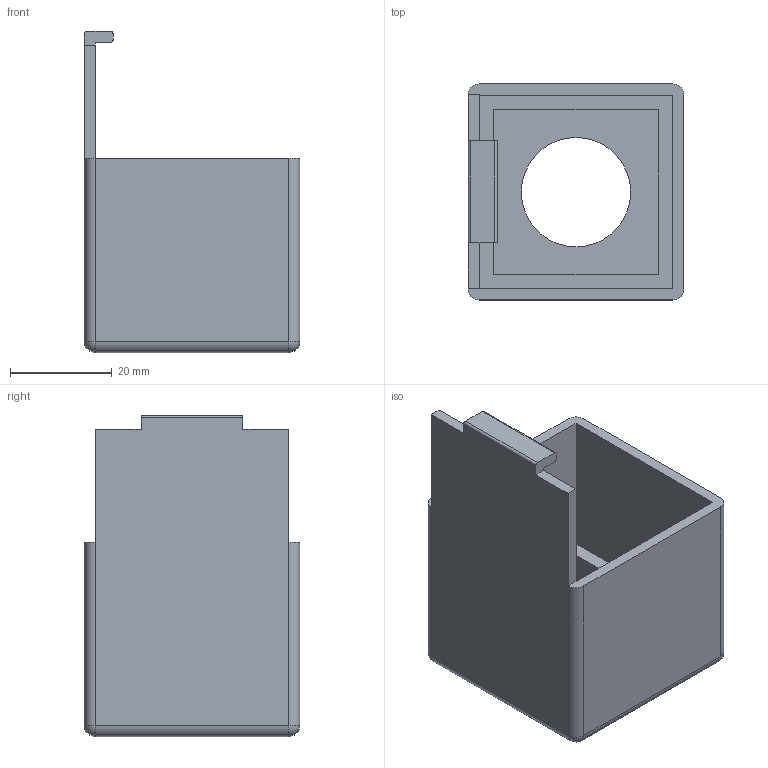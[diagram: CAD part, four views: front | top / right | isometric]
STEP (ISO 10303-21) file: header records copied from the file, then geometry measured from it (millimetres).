
FILE_DESCRIPTION(('FreeCAD Model'),'2;1');
FILE_NAME('Open CASCADE Shape Model','2024-11-14T12:36:48',('Author'),( ''),'Open CASCADE STEP processor 7.7','FreeCAD','Unknown');
FILE_SCHEMA(('AUTOMOTIVE_DESIGN { 1 0 10303 214 1 1 1 1 }'));
Length unit declared in the file: millimetre
Products named in the file (1): SnapFitPad
Bounding box: 42.4 x 42.4 x 63.12 mm (x, y, z)
Volume: 20450.8 mm3; surface area: 16549.2 mm2
Topology: 1 solids, 1 shells, 41 faces, 98 edges, 60 vertices
Faces by surface type: plane 25, cylinder 12, sphere 4
Full cylindrical faces by diameter (mm): 21.5 x1
Entity records: 1194 total; most frequent: DIRECTION 206, CARTESIAN_POINT 200, ORIENTED_EDGE 196, EDGE_CURVE 98, LINE 74, VECTOR 74, AXIS2_PLACEMENT_3D 66, VERTEX_POINT 60
